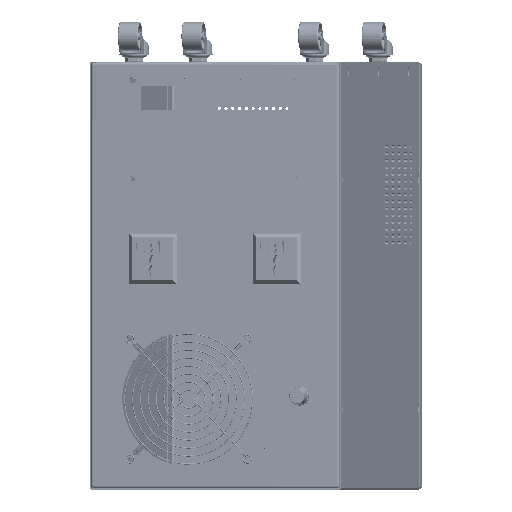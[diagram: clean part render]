
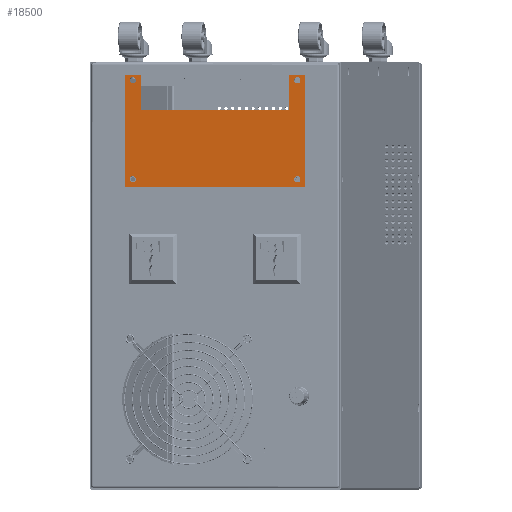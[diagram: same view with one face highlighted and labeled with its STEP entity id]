
A CAD part, left-side view. The second image highlights one B-rep face of the part: STEP entity #18500.
In plain terms, the highlighted face is planar.
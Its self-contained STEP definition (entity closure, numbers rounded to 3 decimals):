
#15834=FACE_BOUND('',#24017,.T.);
#15835=FACE_BOUND('',#24018,.T.);
#15836=FACE_BOUND('',#24019,.T.);
#15837=FACE_BOUND('',#24020,.T.);
#15838=FACE_BOUND('',#24021,.T.);
#18500=ADVANCED_FACE('',(#15834,#15835,#15836,#15837,#15838),#18898,.F.);
#18898=PLANE('',#44734);
#24017=EDGE_LOOP('',(#32585));
#24018=EDGE_LOOP('',(#32586));
#24019=EDGE_LOOP('',(#32587));
#24020=EDGE_LOOP('',(#32588));
#24021=EDGE_LOOP('',(#32589,#32590,#32591,#32592,#32593,#32594,#32595,#32596));
#26332=CIRCLE('',#44730,2.75);
#26333=CIRCLE('',#44731,2.75);
#26334=CIRCLE('',#44732,2.75);
#26335=CIRCLE('',#44733,2.75);
#32585=ORIENTED_EDGE('',*,*,#38982,.T.);
#32586=ORIENTED_EDGE('',*,*,#38983,.T.);
#32587=ORIENTED_EDGE('',*,*,#38984,.T.);
#32588=ORIENTED_EDGE('',*,*,#38985,.T.);
#32589=ORIENTED_EDGE('',*,*,#38954,.F.);
#32590=ORIENTED_EDGE('',*,*,#38976,.F.);
#32591=ORIENTED_EDGE('',*,*,#38973,.F.);
#32592=ORIENTED_EDGE('',*,*,#38970,.F.);
#32593=ORIENTED_EDGE('',*,*,#38967,.F.);
#32594=ORIENTED_EDGE('',*,*,#38964,.F.);
#32595=ORIENTED_EDGE('',*,*,#38961,.F.);
#32596=ORIENTED_EDGE('',*,*,#38958,.F.);
#35727=VERTEX_POINT('',#61834);
#35728=VERTEX_POINT('',#61835);
#35731=VERTEX_POINT('',#61843);
#35733=VERTEX_POINT('',#61849);
#35735=VERTEX_POINT('',#61855);
#35737=VERTEX_POINT('',#61861);
#35739=VERTEX_POINT('',#61867);
#35741=VERTEX_POINT('',#61873);
#35747=VERTEX_POINT('',#61891);
#35748=VERTEX_POINT('',#61893);
#35749=VERTEX_POINT('',#61895);
#35750=VERTEX_POINT('',#61897);
#38954=EDGE_CURVE('',#35727,#35728,#39961,.T.);
#38958=EDGE_CURVE('',#35728,#35731,#39965,.T.);
#38961=EDGE_CURVE('',#35731,#35733,#39968,.T.);
#38964=EDGE_CURVE('',#35733,#35735,#39971,.T.);
#38967=EDGE_CURVE('',#35735,#35737,#39974,.T.);
#38970=EDGE_CURVE('',#35737,#35739,#39977,.T.);
#38973=EDGE_CURVE('',#35739,#35741,#39980,.T.);
#38976=EDGE_CURVE('',#35741,#35727,#39983,.T.);
#38982=EDGE_CURVE('',#35747,#35747,#26332,.T.);
#38983=EDGE_CURVE('',#35748,#35748,#26333,.T.);
#38984=EDGE_CURVE('',#35749,#35749,#26334,.T.);
#38985=EDGE_CURVE('',#35750,#35750,#26335,.T.);
#39961=LINE('',#61833,#40903);
#39965=LINE('',#61842,#40907);
#39968=LINE('',#61848,#40910);
#39971=LINE('',#61854,#40913);
#39974=LINE('',#61860,#40916);
#39977=LINE('',#61866,#40919);
#39980=LINE('',#61872,#40922);
#39983=LINE('',#61878,#40925);
#40903=VECTOR('',#53075,1.);
#40907=VECTOR('',#53081,1.);
#40910=VECTOR('',#53086,1.);
#40913=VECTOR('',#53091,1.);
#40916=VECTOR('',#53096,1.);
#40919=VECTOR('',#53101,1.);
#40922=VECTOR('',#53106,1.);
#40925=VECTOR('',#53111,1.);
#44730=AXIS2_PLACEMENT_3D('',#61890,#53125,#53126);
#44731=AXIS2_PLACEMENT_3D('',#61892,#53127,#53128);
#44732=AXIS2_PLACEMENT_3D('',#61894,#53129,#53130);
#44733=AXIS2_PLACEMENT_3D('',#61896,#53131,#53132);
#44734=AXIS2_PLACEMENT_3D('',#61898,#53133,#53134);
#53075=DIRECTION('',(0.,0.,-1.));
#53081=DIRECTION('',(1.,0.,0.));
#53086=DIRECTION('',(0.,0.,1.));
#53091=DIRECTION('',(1.,0.,0.));
#53096=DIRECTION('',(0.,0.,-1.));
#53101=DIRECTION('',(1.,0.,0.));
#53106=DIRECTION('',(0.,0.,1.));
#53111=DIRECTION('',(-1.,0.,0.));
#53125=DIRECTION('',(0.,-1.,0.));
#53126=DIRECTION('',(0.,0.,-1.));
#53127=DIRECTION('',(0.,-1.,0.));
#53128=DIRECTION('',(0.,0.,-1.));
#53129=DIRECTION('',(0.,-1.,0.));
#53130=DIRECTION('',(0.,0.,-1.));
#53131=DIRECTION('',(0.,-1.,0.));
#53132=DIRECTION('',(0.,0.,-1.));
#53133=DIRECTION('',(0.,-1.,0.));
#53134=DIRECTION('',(0.,0.,-1.));
#61833=CARTESIAN_POINT('',(-283.,0.,125.));
#61834=CARTESIAN_POINT('',(-283.,0.,125.));
#61835=CARTESIAN_POINT('',(-283.,0.,27.));
#61842=CARTESIAN_POINT('',(-283.,0.,27.));
#61843=CARTESIAN_POINT('',(-269.,0.,27.));
#61848=CARTESIAN_POINT('',(-269.,0.,27.));
#61849=CARTESIAN_POINT('',(-269.,0.,57.));
#61854=CARTESIAN_POINT('',(-269.,0.,57.));
#61855=CARTESIAN_POINT('',(-137.,0.,57.));
#61860=CARTESIAN_POINT('',(-137.,0.,57.));
#61861=CARTESIAN_POINT('',(-137.,0.,27.));
#61866=CARTESIAN_POINT('',(-137.,0.,27.));
#61867=CARTESIAN_POINT('',(-123.,0.,27.));
#61872=CARTESIAN_POINT('',(-123.,0.,27.));
#61873=CARTESIAN_POINT('',(-123.,0.,125.));
#61878=CARTESIAN_POINT('',(-123.,0.,125.));
#61890=CARTESIAN_POINT('',(-130.,0.,118.));
#61891=CARTESIAN_POINT('',(-130.,0.,115.25));
#61892=CARTESIAN_POINT('',(-276.,0.,118.));
#61893=CARTESIAN_POINT('',(-276.,0.,115.25));
#61894=CARTESIAN_POINT('',(-276.,0.,31.5));
#61895=CARTESIAN_POINT('',(-276.,0.,28.75));
#61896=CARTESIAN_POINT('',(-130.,0.,31.5));
#61897=CARTESIAN_POINT('',(-130.,0.,28.75));
#61898=CARTESIAN_POINT('',(0.,0.,0.));
